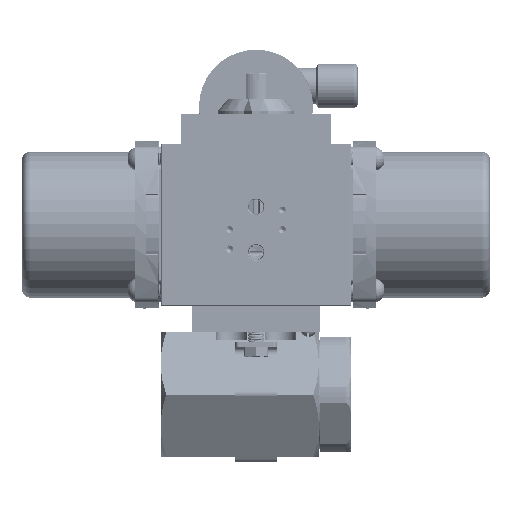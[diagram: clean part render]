
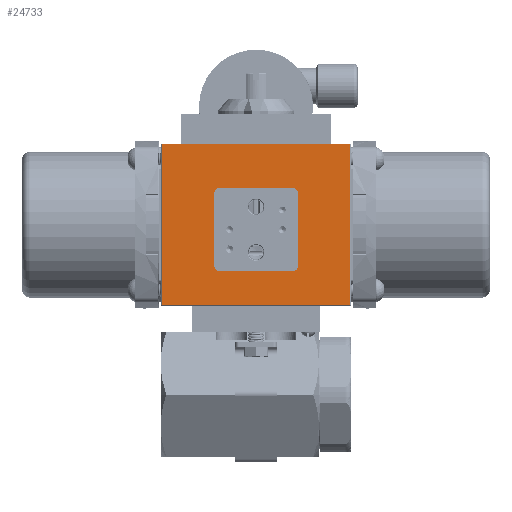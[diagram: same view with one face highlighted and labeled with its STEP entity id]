
A CAD part, top view. The second image highlights one B-rep face of the part: STEP entity #24733.
In plain terms, the highlighted planar face has unit normal (0, 0, 1).
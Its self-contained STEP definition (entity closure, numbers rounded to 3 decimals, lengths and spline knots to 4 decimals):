
#1057 = EDGE_CURVE ( 'NONE', #111097, #78887, #63622, .T. ) ;
#2595 = EDGE_CURVE ( 'NONE', #81240, #62710, #38314, .T. ) ;
#5804 = DIRECTION ( 'NONE',  ( 0., 1., 0. ) ) ;
#12688 = CARTESIAN_POINT ( 'NONE',  ( 0.878, 4.83, 1.55 ) ) ;
#15500 = ORIENTED_EDGE ( 'NONE', *, *, #34901, .T. ) ;
#15550 = ORIENTED_EDGE ( 'NONE', *, *, #24327, .F. ) ;
#17196 = ORIENTED_EDGE ( 'NONE', *, *, #1057, .T. ) ;
#19341 = LINE ( 'NONE', #82177, #141846 ) ;
#19384 = CARTESIAN_POINT ( 'NONE',  ( 1.003, 4.955, 1.55 ) ) ;
#20192 = CARTESIAN_POINT ( 'NONE',  ( 2.253, 2.14, 1.55 ) ) ;
#21366 = CARTESIAN_POINT ( 'NONE',  ( -0.872, 2.955, 1.55 ) ) ;
#21579 = VERTEX_POINT ( 'NONE', #101202 ) ;
#21742 = ORIENTED_EDGE ( 'NONE', *, *, #100525, .T. ) ;
#22971 = CARTESIAN_POINT ( 'NONE',  ( -0.997, 4.955, 1.55 ) ) ;
#24327 = EDGE_CURVE ( 'NONE', #154245, #72378, #99488, .T. ) ;
#24733 = ADVANCED_FACE ( 'NONE', ( #53402, #151177 ), #108584, .F. ) ;
#25010 = DIRECTION ( 'NONE',  ( 0., 1., 0. ) ) ;
#26274 = CARTESIAN_POINT ( 'NONE',  ( -2.253, 6.02, 1.55 ) ) ;
#26794 = DIRECTION ( 'NONE',  ( 0., -1., 0. ) ) ;
#28745 = LINE ( 'NONE', #26274, #57410 ) ;
#29827 = VERTEX_POINT ( 'NONE', #51170 ) ;
#32613 = ORIENTED_EDGE ( 'NONE', *, *, #146434, .T. ) ;
#32712 = CARTESIAN_POINT ( 'NONE',  ( -0.997, 2.955, 1.55 ) ) ;
#33250 = DIRECTION ( 'NONE',  ( 0., 0., -1. ) ) ;
#34505 = LINE ( 'NONE', #19384, #95679 ) ;
#34901 = EDGE_CURVE ( 'NONE', #78887, #40494, #135148, .T. ) ;
#34970 = VECTOR ( 'NONE', #60592, 39.3701 ) ;
#35302 = DIRECTION ( 'NONE',  ( -1., 0., 0. ) ) ;
#35333 = CARTESIAN_POINT ( 'NONE',  ( 2.273, 6.02, 1.55 ) ) ;
#37145 = ORIENTED_EDGE ( 'NONE', *, *, #158983, .F. ) ;
#38314 = LINE ( 'NONE', #32712, #99569 ) ;
#38621 = LINE ( 'NONE', #22971, #67292 ) ;
#40494 = VERTEX_POINT ( 'NONE', #82115 ) ;
#44587 = EDGE_CURVE ( 'NONE', #81240, #72378, #130865, .T. ) ;
#44957 = DIRECTION ( 'NONE',  ( 1., 0., 0. ) ) ;
#45938 = CARTESIAN_POINT ( 'NONE',  ( 0.878, 4.955, 1.55 ) ) ;
#47561 = DIRECTION ( 'NONE',  ( 0., 0., -1. ) ) ;
#51170 = CARTESIAN_POINT ( 'NONE',  ( -0.872, 4.955, 1.55 ) ) ;
#53402 = FACE_OUTER_BOUND ( 'NONE', #121816, .T. ) ;
#56199 = EDGE_CURVE ( 'NONE', #134038, #129810, #86124, .T. ) ;
#57410 = VECTOR ( 'NONE', #26794, 39.3701 ) ;
#58315 = ORIENTED_EDGE ( 'NONE', *, *, #98212, .F. ) ;
#60592 = DIRECTION ( 'NONE',  ( 0., 1., 0. ) ) ;
#62710 = VERTEX_POINT ( 'NONE', #134133 ) ;
#63622 = LINE ( 'NONE', #133912, #34970 ) ;
#63685 = AXIS2_PLACEMENT_3D ( 'NONE', #106489, #33250, #118811 ) ;
#63731 = ORIENTED_EDGE ( 'NONE', *, *, #76799, .T. ) ;
#65646 = CARTESIAN_POINT ( 'NONE',  ( -0.997, 4.83, 1.55 ) ) ;
#66918 = VECTOR ( 'NONE', #110268, 39.3701 ) ;
#67292 = VECTOR ( 'NONE', #35302, 39.3701 ) ;
#71001 = DIRECTION ( 'NONE',  ( 0., 0., -1. ) ) ;
#72111 = CIRCLE ( 'NONE', #73385, 0.125 ) ;
#72204 = CARTESIAN_POINT ( 'NONE',  ( 2.253, 6., 1.55 ) ) ;
#72378 = VERTEX_POINT ( 'NONE', #140042 ) ;
#72660 = CARTESIAN_POINT ( 'NONE',  ( -2.253, 2.14, 1.55 ) ) ;
#73385 = AXIS2_PLACEMENT_3D ( 'NONE', #144391, #71001, #156701 ) ;
#76799 = EDGE_CURVE ( 'NONE', #40494, #119746, #28745, .T. ) ;
#78887 = VERTEX_POINT ( 'NONE', #72204 ) ;
#79083 = DIRECTION ( 'NONE',  ( 0., 0., -1. ) ) ;
#81240 = VERTEX_POINT ( 'NONE', #21366 ) ;
#82115 = CARTESIAN_POINT ( 'NONE',  ( -2.253, 6., 1.55 ) ) ;
#82177 = CARTESIAN_POINT ( 'NONE',  ( 2.273, 2.14, 1.55 ) ) ;
#86124 = CIRCLE ( 'NONE', #153308, 0.125 ) ;
#93437 = CARTESIAN_POINT ( 'NONE',  ( 2.273, 6., 1.55 ) ) ;
#94907 = ORIENTED_EDGE ( 'NONE', *, *, #2595, .F. ) ;
#95679 = VECTOR ( 'NONE', #104926, 39.3701 ) ;
#98212 = EDGE_CURVE ( 'NONE', #21579, #129810, #34505, .T. ) ;
#98278 = DIRECTION ( 'NONE',  ( 0., 0., -1. ) ) ;
#99488 = LINE ( 'NONE', #146793, #66918 ) ;
#99569 = VECTOR ( 'NONE', #44957, 39.3701 ) ;
#99785 = ORIENTED_EDGE ( 'NONE', *, *, #44587, .T. ) ;
#100525 = EDGE_CURVE ( 'NONE', #154245, #29827, #72111, .T. ) ;
#101202 = CARTESIAN_POINT ( 'NONE',  ( 1.003, 3.08, 1.55 ) ) ;
#102567 = VECTOR ( 'NONE', #105803, 39.3701 ) ;
#104926 = DIRECTION ( 'NONE',  ( 0., 1., 0. ) ) ;
#105803 = DIRECTION ( 'NONE',  ( -1., 0., 0. ) ) ;
#106489 = CARTESIAN_POINT ( 'NONE',  ( -0.872, 3.08, 1.55 ) ) ;
#106792 = DIRECTION ( 'NONE',  ( 1., 0., 0. ) ) ;
#108584 = PLANE ( 'NONE',  #132516 ) ;
#110268 = DIRECTION ( 'NONE',  ( 0., -1., 0. ) ) ;
#111097 = VERTEX_POINT ( 'NONE', #20192 ) ;
#114175 = CIRCLE ( 'NONE', #151377, 0.125 ) ;
#117052 = ORIENTED_EDGE ( 'NONE', *, *, #56199, .T. ) ;
#118811 = DIRECTION ( 'NONE',  ( 0., 1., 0. ) ) ;
#119746 = VERTEX_POINT ( 'NONE', #72660 ) ;
#121816 = EDGE_LOOP ( 'NONE', ( #17196, #15500, #63731, #124654 ) ) ;
#124374 = EDGE_LOOP ( 'NONE', ( #15550, #21742, #37145, #117052, #58315, #32613, #94907, #99785 ) ) ;
#124654 = ORIENTED_EDGE ( 'NONE', *, *, #133037, .T. ) ;
#129810 = VERTEX_POINT ( 'NONE', #139969 ) ;
#130865 = CIRCLE ( 'NONE', #63685, 0.125 ) ;
#132516 = AXIS2_PLACEMENT_3D ( 'NONE', #35333, #47561, #133232 ) ;
#133037 = EDGE_CURVE ( 'NONE', #119746, #111097, #19341, .T. ) ;
#133232 = DIRECTION ( 'NONE',  ( 0., 1., 0. ) ) ;
#133912 = CARTESIAN_POINT ( 'NONE',  ( 2.253, 6.02, 1.55 ) ) ;
#134038 = VERTEX_POINT ( 'NONE', #45938 ) ;
#134133 = CARTESIAN_POINT ( 'NONE',  ( 0.878, 2.955, 1.55 ) ) ;
#135148 = LINE ( 'NONE', #93437, #102567 ) ;
#139969 = CARTESIAN_POINT ( 'NONE',  ( 1.003, 4.83, 1.55 ) ) ;
#140042 = CARTESIAN_POINT ( 'NONE',  ( -0.997, 3.08, 1.55 ) ) ;
#141846 = VECTOR ( 'NONE', #106792, 39.3701 ) ;
#144391 = CARTESIAN_POINT ( 'NONE',  ( -0.872, 4.83, 1.55 ) ) ;
#146434 = EDGE_CURVE ( 'NONE', #21579, #62710, #114175, .T. ) ;
#146793 = CARTESIAN_POINT ( 'NONE',  ( -0.997, 4.955, 1.55 ) ) ;
#151177 = FACE_BOUND ( 'NONE', #124374, .T. ) ;
#151377 = AXIS2_PLACEMENT_3D ( 'NONE', #152471, #79083, #5804 ) ;
#152471 = CARTESIAN_POINT ( 'NONE',  ( 0.878, 3.08, 1.55 ) ) ;
#153308 = AXIS2_PLACEMENT_3D ( 'NONE', #12688, #98278, #25010 ) ;
#154245 = VERTEX_POINT ( 'NONE', #65646 ) ;
#156701 = DIRECTION ( 'NONE',  ( 0., 1., 0. ) ) ;
#158983 = EDGE_CURVE ( 'NONE', #134038, #29827, #38621, .T. ) ;
